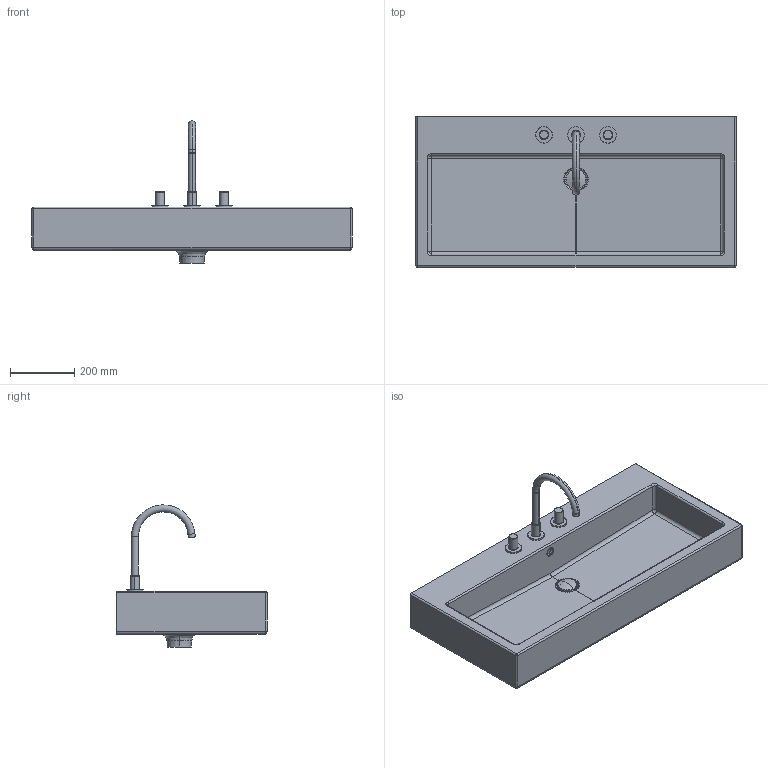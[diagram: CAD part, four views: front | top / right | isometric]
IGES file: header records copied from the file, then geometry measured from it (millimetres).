
Global section: file name: No Iges File Name specified; native system: AutoDesk Inventor R11.0; preprocessor: AutoDesk Inventor Iges Exporter R11.0; author: No Author specified; organization: No Organization specified; date: 20080721.162932; units: millimetre
Bounding box: 1000 x 470 x 444.39 mm (x, y, z)
Volume: 23498531.2 mm3; surface area: 1816593.8 mm2
Topology: 6 solids, 6 shells, 196 faces, 462 edges, 273 vertices
Faces by surface type: revolution 46, plane 42, cylinder 40, torus 30, bspline 22, cone 14, sphere 2
